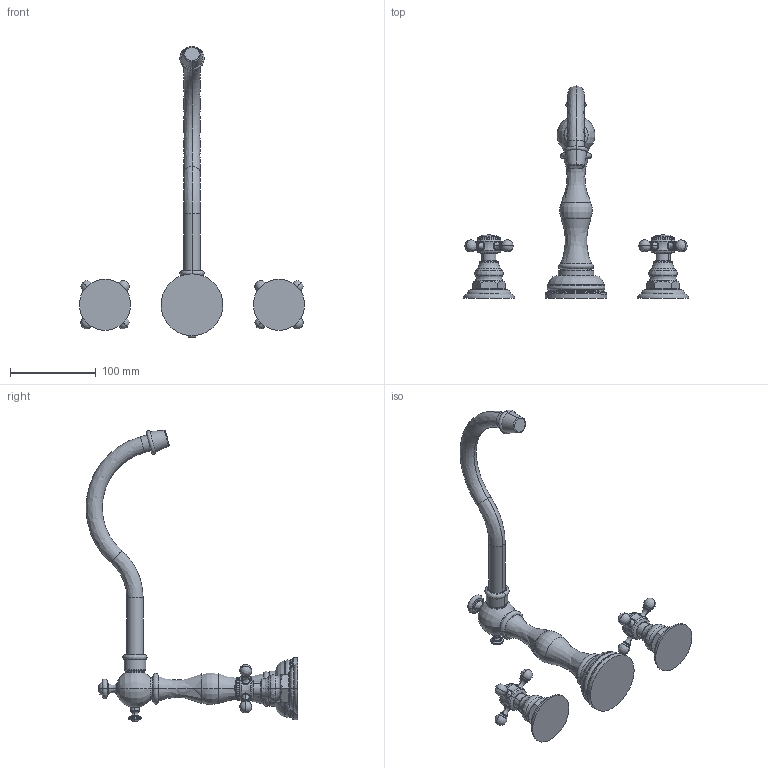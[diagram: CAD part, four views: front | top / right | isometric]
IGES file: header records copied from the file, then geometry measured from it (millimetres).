
Start section:  PTC IGES file: 3-936.igs
Global section: file name: 3-936.igs; native system: Creo Parametric by PTC Inc.; preprocessor: 2018400; author: jinson.thomas; organization: Unknown; date: 20210316.111737; units: inch
Bounding box: 263.14 x 247.51 x 340.23 mm (x, y, z)
Volume: 479525.6 mm3; surface area: 87951.9 mm2
Topology: 3 solids, 3 shells, 511 faces, 1143 edges, 666 vertices
Faces by surface type: revolution 362, bspline 141, extrusion 8
